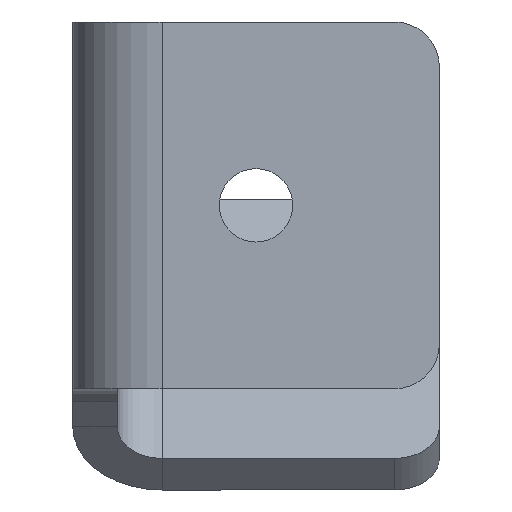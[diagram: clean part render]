
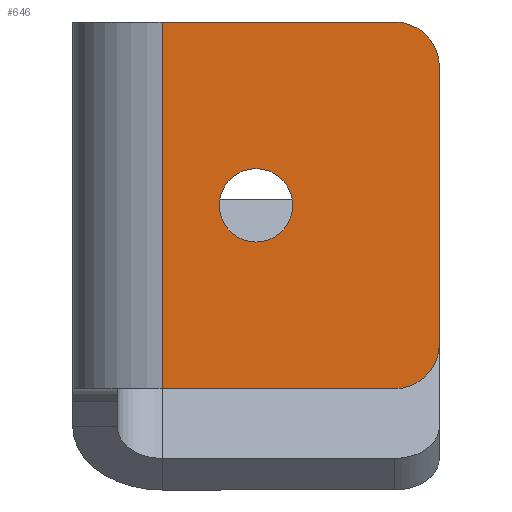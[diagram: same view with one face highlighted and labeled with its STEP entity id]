
A CAD part, front view. The second image highlights one B-rep face of the part: STEP entity #646.
In plain terms, the highlighted planar face has unit normal (0, -1, 0).
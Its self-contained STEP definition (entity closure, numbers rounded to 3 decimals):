
#20 = ORIENTED_EDGE ( 'NONE', *, *, #627, .F. ) ;
#23 = ORIENTED_EDGE ( 'NONE', *, *, #373, .F. ) ;
#35 = DIRECTION ( 'NONE',  ( 0., 1., 0. ) ) ;
#48 = CARTESIAN_POINT ( 'NONE',  ( 36., 0., 5. ) ) ;
#58 = LINE ( 'NONE', #841, #394 ) ;
#61 = DIRECTION ( 'NONE',  ( 0., 1., 0. ) ) ;
#70 = VERTEX_POINT ( 'NONE', #329 ) ;
#98 = AXIS2_PLACEMENT_3D ( 'NONE', #217, #360, #209 ) ;
#101 = VECTOR ( 'NONE', #125, 1000. ) ;
#108 = DIRECTION ( 'NONE',  ( 0., 0., 1. ) ) ;
#112 = FACE_OUTER_BOUND ( 'NONE', #611, .T. ) ;
#120 = CARTESIAN_POINT ( 'NONE',  ( 41., 0., 5. ) ) ;
#125 = DIRECTION ( 'NONE',  ( 0., 0., -1. ) ) ;
#132 = LINE ( 'NONE', #983, #484 ) ;
#201 = EDGE_CURVE ( 'NONE', #644, #494, #132, .T. ) ;
#209 = DIRECTION ( 'NONE',  ( 0., 0., 1. ) ) ;
#217 = CARTESIAN_POINT ( 'NONE',  ( 20.5, 0., 20.5 ) ) ;
#222 = VERTEX_POINT ( 'NONE', #371 ) ;
#243 = AXIS2_PLACEMENT_3D ( 'NONE', #433, #970, #528 ) ;
#244 = ORIENTED_EDGE ( 'NONE', *, *, #346, .F. ) ;
#289 = CARTESIAN_POINT ( 'NONE',  ( 0., 0., 41. ) ) ;
#329 = CARTESIAN_POINT ( 'NONE',  ( 36., 0., 41. ) ) ;
#341 = VERTEX_POINT ( 'NONE', #120 ) ;
#344 = PLANE ( 'NONE',  #654 ) ;
#346 = EDGE_CURVE ( 'NONE', #70, #559, #556, .T. ) ;
#360 = DIRECTION ( 'NONE',  ( 0., -1., 0. ) ) ;
#371 = CARTESIAN_POINT ( 'NONE',  ( 20.5, 0., 24.6 ) ) ;
#373 = EDGE_CURVE ( 'NONE', #559, #341, #815, .T. ) ;
#392 = CIRCLE ( 'NONE', #98, 4.1 ) ;
#394 = VECTOR ( 'NONE', #526, 1000. ) ;
#433 = CARTESIAN_POINT ( 'NONE',  ( 36., 0., 36. ) ) ;
#437 = CARTESIAN_POINT ( 'NONE',  ( 10., 0., 0. ) ) ;
#447 = DIRECTION ( 'NONE',  ( 1., 0., 0. ) ) ;
#478 = DIRECTION ( 'NONE',  ( 0., -1., 0. ) ) ;
#484 = VECTOR ( 'NONE', #447, 1000. ) ;
#488 = ORIENTED_EDGE ( 'NONE', *, *, #857, .F. ) ;
#493 = AXIS2_PLACEMENT_3D ( 'NONE', #48, #61, #672 ) ;
#494 = VERTEX_POINT ( 'NONE', #1012 ) ;
#496 = ORIENTED_EDGE ( 'NONE', *, *, #782, .F. ) ;
#498 = ORIENTED_EDGE ( 'NONE', *, *, #906, .F. ) ;
#526 = DIRECTION ( 'NONE',  ( 0., 0., 1. ) ) ;
#528 = DIRECTION ( 'NONE',  ( 0., 0., 1. ) ) ;
#541 = AXIS2_PLACEMENT_3D ( 'NONE', #708, #478, #108 ) ;
#556 = CIRCLE ( 'NONE', #243, 5. ) ;
#559 = VERTEX_POINT ( 'NONE', #618 ) ;
#601 = DIRECTION ( 'NONE',  ( 1., 0., 0. ) ) ;
#604 = EDGE_CURVE ( 'NONE', #644, #690, #58, .T. ) ;
#611 = EDGE_LOOP ( 'NONE', ( #23, #244, #20, #920, #687, #496 ) ) ;
#618 = CARTESIAN_POINT ( 'NONE',  ( 41., 0., 36. ) ) ;
#627 = EDGE_CURVE ( 'NONE', #690, #70, #993, .T. ) ;
#644 = VERTEX_POINT ( 'NONE', #437 ) ;
#646 = ADVANCED_FACE ( 'NONE', ( #665, #112 ), #344, .F. ) ;
#654 = AXIS2_PLACEMENT_3D ( 'NONE', #966, #35, #907 ) ;
#665 = FACE_BOUND ( 'NONE', #795, .T. ) ;
#670 = CARTESIAN_POINT ( 'NONE',  ( 10., 0., 41. ) ) ;
#672 = DIRECTION ( 'NONE',  ( 0., 0., 1. ) ) ;
#687 = ORIENTED_EDGE ( 'NONE', *, *, #201, .T. ) ;
#690 = VERTEX_POINT ( 'NONE', #670 ) ;
#703 = CIRCLE ( 'NONE', #541, 4.1 ) ;
#708 = CARTESIAN_POINT ( 'NONE',  ( 20.5, 0., 20.5 ) ) ;
#782 = EDGE_CURVE ( 'NONE', #341, #494, #849, .T. ) ;
#795 = EDGE_LOOP ( 'NONE', ( #498, #488 ) ) ;
#815 = LINE ( 'NONE', #835, #101 ) ;
#835 = CARTESIAN_POINT ( 'NONE',  ( 41., 0., 41. ) ) ;
#841 = CARTESIAN_POINT ( 'NONE',  ( 10., 0., 41. ) ) ;
#849 = CIRCLE ( 'NONE', #493, 5. ) ;
#857 = EDGE_CURVE ( 'NONE', #875, #222, #392, .T. ) ;
#875 = VERTEX_POINT ( 'NONE', #964 ) ;
#894 = VECTOR ( 'NONE', #601, 1000. ) ;
#906 = EDGE_CURVE ( 'NONE', #222, #875, #703, .T. ) ;
#907 = DIRECTION ( 'NONE',  ( 0., 0., 1. ) ) ;
#920 = ORIENTED_EDGE ( 'NONE', *, *, #604, .F. ) ;
#964 = CARTESIAN_POINT ( 'NONE',  ( 20.5, 0., 16.4 ) ) ;
#966 = CARTESIAN_POINT ( 'NONE',  ( 0., 0., 41. ) ) ;
#970 = DIRECTION ( 'NONE',  ( 0., 1., 0. ) ) ;
#983 = CARTESIAN_POINT ( 'NONE',  ( 0., 0., 0. ) ) ;
#993 = LINE ( 'NONE', #289, #894 ) ;
#1012 = CARTESIAN_POINT ( 'NONE',  ( 36., 0., 0. ) ) ;
